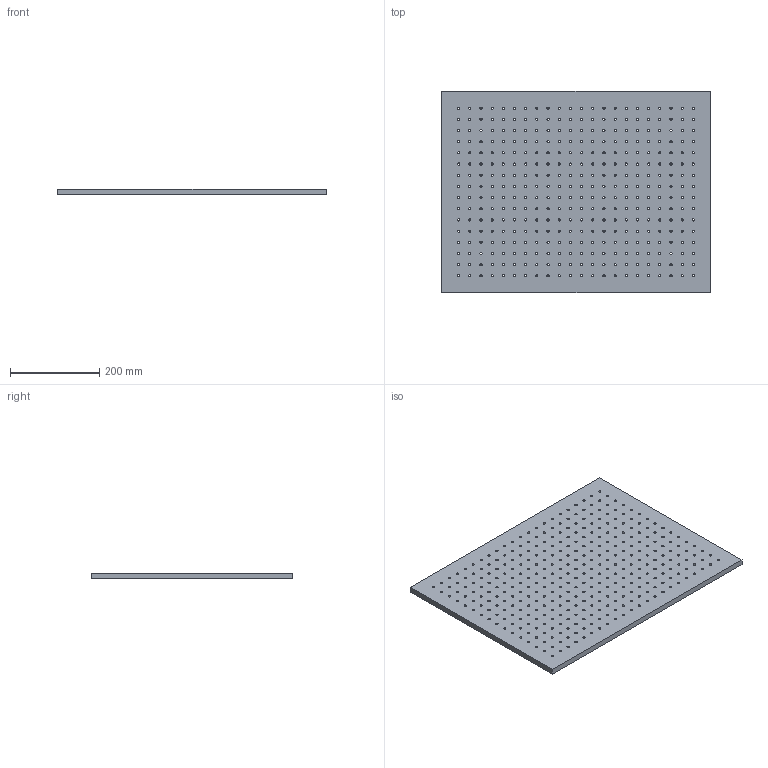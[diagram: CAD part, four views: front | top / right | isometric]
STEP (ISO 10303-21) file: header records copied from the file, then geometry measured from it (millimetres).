
FILE_DESCRIPTION (( 'STEP AP214' ), '1' );
FILE_NAME ('516007.STEP', '2019-10-28T02:58:34', ( 'user' ), ( '微软中国' ), 'SwSTEP 2.0', 'SolidWorks 2016', '' );
FILE_SCHEMA (( 'AUTOMOTIVE_DESIGN' ));
Length unit declared in the file: millimetre
Products named in the file (1): 516007
Bounding box: 600 x 450 x 13 mm (x, y, z)
Volume: 3420150.5 mm3; surface area: 625356.6 mm2
Topology: 1 solids, 1 shells, 710 faces, 2124 edges, 1416 vertices
Faces by surface type: cylinder 704, plane 6
Entity records: 26238 total; most frequent: DIRECTION 4954, CARTESIAN_POINT 4251, ORIENTED_EDGE 4248, EDGE_CURVE 2124, AXIS2_PLACEMENT_3D 2119, VERTEX_POINT 1416, EDGE_LOOP 1414, CIRCLE 1408
